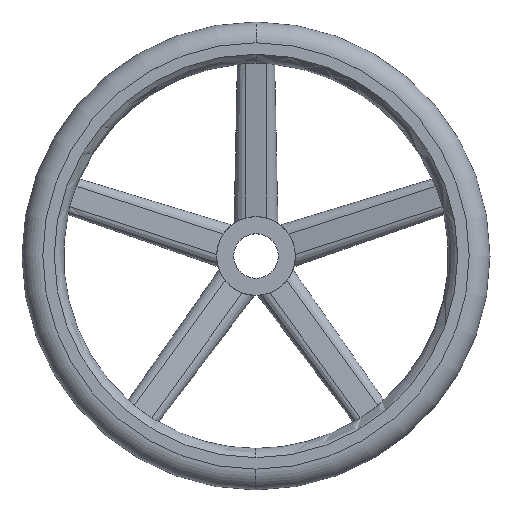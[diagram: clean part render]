
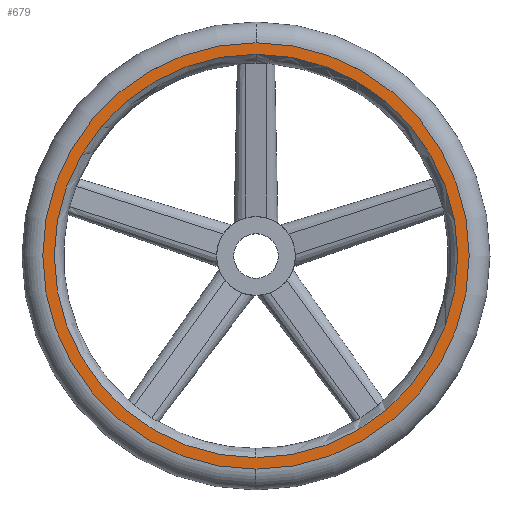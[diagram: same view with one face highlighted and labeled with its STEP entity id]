
A CAD part, top view. The second image highlights one B-rep face of the part: STEP entity #679.
In plain terms, the highlighted planar face has unit normal (0, 0, 1).
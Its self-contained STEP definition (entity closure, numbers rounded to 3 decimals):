
#289=EDGE_CURVE('',#447,#309,#789,.T.);
#309=VERTEX_POINT('',#812);
#349=EDGE_CURVE('',#607,#519,#856,.T.);
#429=EDGE_CURVE('',#505,#447,#938,.T.);
#447=VERTEX_POINT('',#959);
#479=EDGE_CURVE('',#309,#505,#996,.T.);
#505=VERTEX_POINT('',#1026);
#519=VERTEX_POINT('',#1043);
#607=VERTEX_POINT('',#1137);
#635=EDGE_CURVE('',#519,#607,#1167,.T.);
#679=ADVANCED_FACE('',(#1213,#1214),#1215,.F.);
#789=CIRCLE('',#1390,135.761);
#812=CARTESIAN_POINT('',(0.,135.761,53.667));
#856=CIRCLE('',#1590,143.5);
#938=CIRCLE('',#1806,135.761);
#959=CARTESIAN_POINT('',(0.,-135.761,53.667));
#996=CIRCLE('',#2007,135.761);
#1026=CARTESIAN_POINT('',(-135.761,0.,53.667));
#1043=CARTESIAN_POINT('',(0.,143.5,53.667));
#1137=CARTESIAN_POINT('',(0.,-143.5,53.667));
#1167=CIRCLE('',#2547,143.5);
#1213=FACE_BOUND('',#2775,.T.);
#1214=FACE_OUTER_BOUND('',#2776,.T.);
#1215=PLANE('',#2777);
#1390=AXIS2_PLACEMENT_3D('',#3025,#3026,#3027);
#1590=AXIS2_PLACEMENT_3D('',#3100,#3101,#3102);
#1806=AXIS2_PLACEMENT_3D('',#3169,#3170,#3171);
#2007=AXIS2_PLACEMENT_3D('',#3249,#3250,#3251);
#2547=AXIS2_PLACEMENT_3D('',#3423,#3424,#3425);
#2775=EDGE_LOOP('',(#3471,#3472,#3473));
#2776=EDGE_LOOP('',(#3474,#3475));
#2777=AXIS2_PLACEMENT_3D('',#3476,#3477,#3478);
#3025=CARTESIAN_POINT('',(0.,0.,53.667));
#3026=DIRECTION('',(0.,0.,1.0));
#3027=DIRECTION('',(1.0,0.0,0.));
#3100=CARTESIAN_POINT('',(0.,0.,53.667));
#3101=DIRECTION('',(0.,0.,1.0));
#3102=DIRECTION('',(0.,1.0,0.));
#3169=CARTESIAN_POINT('',(0.,0.,53.667));
#3170=DIRECTION('',(0.,0.,1.0));
#3171=DIRECTION('',(1.0,0.0,0.));
#3249=CARTESIAN_POINT('',(0.,0.,53.667));
#3250=DIRECTION('',(0.,0.,1.0));
#3251=DIRECTION('',(1.0,0.0,0.));
#3423=CARTESIAN_POINT('',(0.,0.,53.667));
#3424=DIRECTION('',(0.,0.,1.0));
#3425=DIRECTION('',(0.,1.0,0.));
#3471=ORIENTED_EDGE('',*,*,#429,.F.);
#3472=ORIENTED_EDGE('',*,*,#479,.F.);
#3473=ORIENTED_EDGE('',*,*,#289,.F.);
#3474=ORIENTED_EDGE('',*,*,#635,.T.);
#3475=ORIENTED_EDGE('',*,*,#349,.T.);
#3476=CARTESIAN_POINT('',(0.,136.5,53.667));
#3477=DIRECTION('',(0.,0.,-1.0));
#3478=DIRECTION('',(0.,-1.0,0.0));
